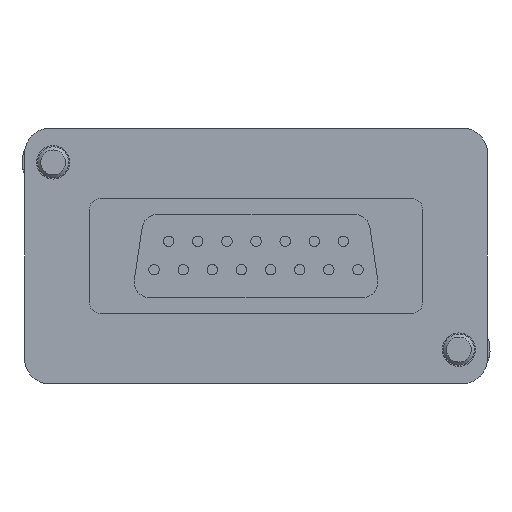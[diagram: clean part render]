
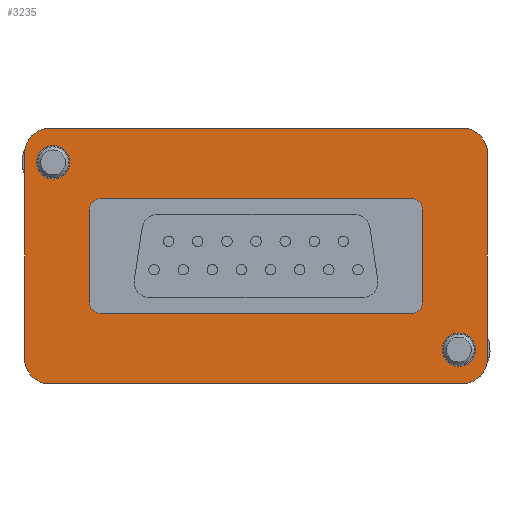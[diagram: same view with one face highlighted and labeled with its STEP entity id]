
A CAD part, front view. The second image highlights one B-rep face of the part: STEP entity #3235.
In plain terms, the highlighted planar face has unit normal (0, -1, 0).
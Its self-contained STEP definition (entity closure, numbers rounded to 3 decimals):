
#112=ELLIPSE('',#3397,2.507,2.5);
#113=ELLIPSE('',#3398,2.507,2.5);
#114=ELLIPSE('',#3399,2.507,2.5);
#115=ELLIPSE('',#3400,2.507,2.5);
#124=CIRCLE('',#3391,1.);
#125=CIRCLE('',#3392,1.);
#126=CIRCLE('',#3393,1.);
#127=CIRCLE('',#3394,1.);
#128=CIRCLE('',#3395,1.6);
#129=CIRCLE('',#3396,1.6);
#241=ORIENTED_EDGE('',*,*,#859,.T.);
#242=ORIENTED_EDGE('',*,*,#860,.T.);
#243=ORIENTED_EDGE('',*,*,#861,.T.);
#244=ORIENTED_EDGE('',*,*,#862,.T.);
#245=ORIENTED_EDGE('',*,*,#863,.T.);
#246=ORIENTED_EDGE('',*,*,#864,.T.);
#247=ORIENTED_EDGE('',*,*,#865,.T.);
#248=ORIENTED_EDGE('',*,*,#866,.T.);
#249=ORIENTED_EDGE('',*,*,#867,.F.);
#250=ORIENTED_EDGE('',*,*,#868,.F.);
#251=ORIENTED_EDGE('',*,*,#869,.F.);
#252=ORIENTED_EDGE('',*,*,#870,.T.);
#253=ORIENTED_EDGE('',*,*,#871,.T.);
#254=ORIENTED_EDGE('',*,*,#872,.T.);
#255=ORIENTED_EDGE('',*,*,#873,.T.);
#256=ORIENTED_EDGE('',*,*,#874,.T.);
#257=ORIENTED_EDGE('',*,*,#875,.F.);
#258=ORIENTED_EDGE('',*,*,#876,.T.);
#859=EDGE_CURVE('',#1168,#1169,#1385,.T.);
#860=EDGE_CURVE('',#1169,#1170,#124,.T.);
#861=EDGE_CURVE('',#1170,#1171,#1386,.T.);
#862=EDGE_CURVE('',#1171,#1172,#125,.T.);
#863=EDGE_CURVE('',#1172,#1173,#1387,.T.);
#864=EDGE_CURVE('',#1173,#1174,#126,.T.);
#865=EDGE_CURVE('',#1174,#1175,#1388,.T.);
#866=EDGE_CURVE('',#1175,#1168,#127,.T.);
#867=EDGE_CURVE('',#1176,#1176,#128,.T.);
#868=EDGE_CURVE('',#1177,#1177,#129,.T.);
#869=EDGE_CURVE('',#1178,#1179,#1389,.T.);
#870=EDGE_CURVE('',#1178,#1180,#112,.F.);
#871=EDGE_CURVE('',#1180,#1181,#1390,.T.);
#872=EDGE_CURVE('',#1181,#1182,#113,.F.);
#873=EDGE_CURVE('',#1182,#1183,#1391,.T.);
#874=EDGE_CURVE('',#1183,#1184,#114,.F.);
#875=EDGE_CURVE('',#1185,#1184,#1392,.T.);
#876=EDGE_CURVE('',#1185,#1179,#115,.F.);
#1168=VERTEX_POINT('',#4380);
#1169=VERTEX_POINT('',#4381);
#1170=VERTEX_POINT('',#4383);
#1171=VERTEX_POINT('',#4385);
#1172=VERTEX_POINT('',#4387);
#1173=VERTEX_POINT('',#4389);
#1174=VERTEX_POINT('',#4391);
#1175=VERTEX_POINT('',#4393);
#1176=VERTEX_POINT('',#4396);
#1177=VERTEX_POINT('',#4398);
#1178=VERTEX_POINT('',#4400);
#1179=VERTEX_POINT('',#4401);
#1180=VERTEX_POINT('',#4403);
#1181=VERTEX_POINT('',#4405);
#1182=VERTEX_POINT('',#4407);
#1183=VERTEX_POINT('',#4409);
#1184=VERTEX_POINT('',#4411);
#1185=VERTEX_POINT('',#4413);
#1385=LINE('',#4379,#1533);
#1386=LINE('',#4384,#1534);
#1387=LINE('',#4388,#1535);
#1388=LINE('',#4392,#1536);
#1389=LINE('',#4399,#1537);
#1390=LINE('',#4404,#1538);
#1391=LINE('',#4408,#1539);
#1392=LINE('',#4412,#1540);
#1533=VECTOR('',#3673,1000.);
#1534=VECTOR('',#3676,1000.);
#1535=VECTOR('',#3679,1000.);
#1536=VECTOR('',#3682,1000.);
#1537=VECTOR('',#3689,1000.);
#1538=VECTOR('',#3692,1000.);
#1539=VECTOR('',#3695,1000.);
#1540=VECTOR('',#3698,1000.);
#1681=EDGE_LOOP('',(#241,#242,#243,#244,#245,#246,#247,#248));
#1682=EDGE_LOOP('',(#249));
#1683=EDGE_LOOP('',(#250));
#1684=EDGE_LOOP('',(#251,#252,#253,#254,#255,#256,#257,#258));
#1887=FACE_BOUND('',#1681,.T.);
#1888=FACE_BOUND('',#1682,.T.);
#1889=FACE_BOUND('',#1683,.T.);
#1890=FACE_BOUND('',#1684,.T.);
#2093=PLANE('',#3390);
#3235=ADVANCED_FACE('',(#1887,#1888,#1889,#1890),#2093,.F.);
#3390=AXIS2_PLACEMENT_3D('',#4378,#3671,#3672);
#3391=AXIS2_PLACEMENT_3D('',#4382,#3674,#3675);
#3392=AXIS2_PLACEMENT_3D('',#4386,#3677,#3678);
#3393=AXIS2_PLACEMENT_3D('',#4390,#3680,#3681);
#3394=AXIS2_PLACEMENT_3D('',#4394,#3683,#3684);
#3395=AXIS2_PLACEMENT_3D('',#4395,#3685,#3686);
#3396=AXIS2_PLACEMENT_3D('',#4397,#3687,#3688);
#3397=AXIS2_PLACEMENT_3D('',#4402,#3690,#3691);
#3398=AXIS2_PLACEMENT_3D('',#4406,#3693,#3694);
#3399=AXIS2_PLACEMENT_3D('',#4410,#3696,#3697);
#3400=AXIS2_PLACEMENT_3D('',#4414,#3699,#3700);
#3671=DIRECTION('',(0.,1.,0.));
#3672=DIRECTION('',(0.,0.,1.));
#3673=DIRECTION('',(0.,0.,1.));
#3674=DIRECTION('',(0.,1.,0.));
#3675=DIRECTION('',(1.,0.,0.));
#3676=DIRECTION('',(1.,0.,0.));
#3677=DIRECTION('',(0.,1.,0.));
#3678=DIRECTION('',(1.,0.,0.));
#3679=DIRECTION('',(0.,0.,-1.));
#3680=DIRECTION('',(0.,1.,0.));
#3681=DIRECTION('',(1.,0.,0.));
#3682=DIRECTION('',(-1.,0.,0.));
#3683=DIRECTION('',(0.,1.,0.));
#3684=DIRECTION('',(1.,0.,0.));
#3685=DIRECTION('',(0.,-1.,0.));
#3686=DIRECTION('',(0.,0.,-1.));
#3687=DIRECTION('',(0.,-1.,0.));
#3688=DIRECTION('',(0.,0.,-1.));
#3689=DIRECTION('',(0.,0.,-1.));
#3690=DIRECTION('',(0.,1.,0.));
#3691=DIRECTION('',(0.708,0.,0.707));
#3692=DIRECTION('',(-1.,0.,0.));
#3693=DIRECTION('',(0.,1.,0.));
#3694=DIRECTION('',(-0.708,0.,0.707));
#3695=DIRECTION('',(0.,0.,-1.));
#3696=DIRECTION('',(0.,1.,0.));
#3697=DIRECTION('',(-0.708,0.,-0.707));
#3698=DIRECTION('',(-1.,0.,0.));
#3699=DIRECTION('',(0.,1.,0.));
#3700=DIRECTION('',(0.708,0.,-0.707));
#4378=CARTESIAN_POINT('',(22.25,0.,12.25));
#4379=CARTESIAN_POINT('',(-16.,0.,-4.5));
#4380=CARTESIAN_POINT('',(-16.,0.,-4.5));
#4381=CARTESIAN_POINT('',(-16.,0.,4.5));
#4382=CARTESIAN_POINT('',(-15.,0.,4.5));
#4383=CARTESIAN_POINT('',(-15.,0.,5.5));
#4384=CARTESIAN_POINT('',(-15.,0.,5.5));
#4385=CARTESIAN_POINT('',(15.,0.,5.5));
#4386=CARTESIAN_POINT('',(15.,0.,4.5));
#4387=CARTESIAN_POINT('',(16.,0.,4.5));
#4388=CARTESIAN_POINT('',(16.,0.,4.5));
#4389=CARTESIAN_POINT('',(16.,0.,-4.5));
#4390=CARTESIAN_POINT('',(15.,0.,-4.5));
#4391=CARTESIAN_POINT('',(15.,0.,-5.5));
#4392=CARTESIAN_POINT('',(15.,0.,-5.5));
#4393=CARTESIAN_POINT('',(-15.,0.,-5.5));
#4394=CARTESIAN_POINT('',(-15.,0.,-4.5));
#4395=CARTESIAN_POINT('',(19.5,0.,-9.));
#4396=CARTESIAN_POINT('',(19.5,0.,-10.6));
#4397=CARTESIAN_POINT('',(-19.5,0.,9.));
#4398=CARTESIAN_POINT('',(-19.5,0.,7.4));
#4399=CARTESIAN_POINT('',(22.25,0.,12.25));
#4400=CARTESIAN_POINT('',(22.25,0.,10.013));
#4401=CARTESIAN_POINT('',(22.25,0.,-10.013));
#4402=CARTESIAN_POINT('',(19.754,0.,9.813));
#4403=CARTESIAN_POINT('',(20.335,0.,12.25));
#4404=CARTESIAN_POINT('',(22.25,0.,12.25));
#4405=CARTESIAN_POINT('',(-20.335,0.,12.25));
#4406=CARTESIAN_POINT('',(-19.754,0.,9.813));
#4407=CARTESIAN_POINT('',(-22.25,0.,10.013));
#4408=CARTESIAN_POINT('',(-22.25,0.,12.25));
#4409=CARTESIAN_POINT('',(-22.25,0.,-10.013));
#4410=CARTESIAN_POINT('',(-19.754,0.,-9.813));
#4411=CARTESIAN_POINT('',(-20.335,0.,-12.25));
#4412=CARTESIAN_POINT('',(22.25,0.,-12.25));
#4413=CARTESIAN_POINT('',(20.335,0.,-12.25));
#4414=CARTESIAN_POINT('',(19.754,0.,-9.813));
